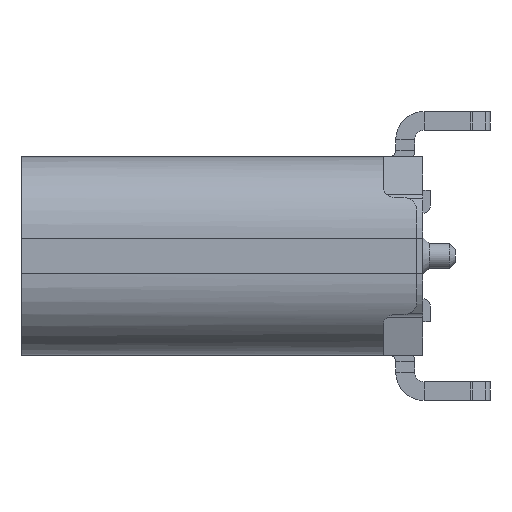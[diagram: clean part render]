
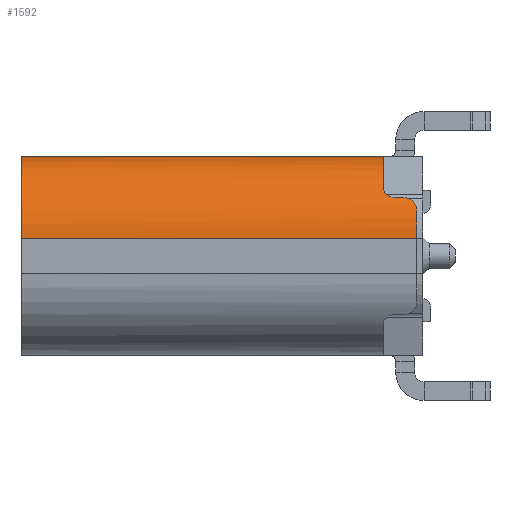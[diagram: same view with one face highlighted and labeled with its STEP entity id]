
A CAD part, left-side view. The second image highlights one B-rep face of the part: STEP entity #1592.
In plain terms, the highlighted cylindrical face has radius 1.3 mm (diameter 2.6 mm), a partial arc.
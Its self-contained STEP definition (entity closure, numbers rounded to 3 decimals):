
#138 = VERTEX_POINT ( 'NONE', #15592 ) ;
#371 = CARTESIAN_POINT ( 'NONE',  ( -4.47, 6.5, 0.28 ) ) ;
#527 = DIRECTION ( 'NONE',  ( 0., 0., 1. ) ) ;
#711 = CARTESIAN_POINT ( 'NONE',  ( -4.216, 0.75, 1.054 ) ) ;
#1037 = EDGE_CURVE ( 'NONE', #4099, #138, #7911, .T. ) ;
#1041 = EDGE_CURVE ( 'NONE', #9514, #8858, #10365, .T. ) ;
#1592 = ADVANCED_FACE ( 'NONE', ( #12714 ), #17823, .T. ) ;
#2203 = CARTESIAN_POINT ( 'NONE',  ( -4.307, 0.316, 0.912 ) ) ;
#2214 = CARTESIAN_POINT ( 'NONE',  ( -4.182, 0.75, 1.095 ) ) ;
#2404 = CARTESIAN_POINT ( 'NONE',  ( -4.296, 0.75, 0.93 ) ) ;
#2627 = CARTESIAN_POINT ( 'NONE',  ( -4.296, 0.42, 0.93 ) ) ;
#2877 = LINE ( 'NONE', #9530, #8038 ) ;
#2883 = EDGE_CURVE ( 'NONE', #16088, #138, #19224, .T. ) ;
#3862 = ORIENTED_EDGE ( 'NONE', *, *, #9255, .T. ) ;
#3865 = ORIENTED_EDGE ( 'NONE', *, *, #7098, .T. ) ;
#3880 = DIRECTION ( 'NONE',  ( 0., 1., 0. ) ) ;
#3950 = CARTESIAN_POINT ( 'NONE',  ( -3.17, 0.22, 0.28 ) ) ;
#4002 = DIRECTION ( 'NONE',  ( 0., -1., 0. ) ) ;
#4099 = VERTEX_POINT ( 'NONE', #5540 ) ;
#4856 = DIRECTION ( 'NONE',  ( 0., 1., 0. ) ) ;
#5007 = EDGE_CURVE ( 'NONE', #17451, #9514, #2877, .T. ) ;
#5333 = VECTOR ( 'NONE', #7152, 1000. ) ;
#5385 = CARTESIAN_POINT ( 'NONE',  ( -4.341, 0.241, 0.845 ) ) ;
#5419 = CARTESIAN_POINT ( 'NONE',  ( -3.17, 0.75, 0.28 ) ) ;
#5464 = CARTESIAN_POINT ( 'NONE',  ( -4.382, 0.22, 0.749 ) ) ;
#5540 = CARTESIAN_POINT ( 'NONE',  ( -4.296, 0.55, 0.93 ) ) ;
#5724 = CARTESIAN_POINT ( 'NONE',  ( -3.17, 0.22, 1.58 ) ) ;
#6989 = DIRECTION ( 'NONE',  ( 0., 0., -1. ) ) ;
#7098 = EDGE_CURVE ( 'NONE', #17451, #10688, #15505, .T. ) ;
#7152 = DIRECTION ( 'NONE',  ( 0., 1., 0. ) ) ;
#7489 = LINE ( 'NONE', #2404, #17050 ) ;
#7911 = B_SPLINE_CURVE_WITH_KNOTS ( 'NONE', 3,
 ( #11507, #14444, #12951, #13293, #711, #2214 ),
 .UNSPECIFIED., .F., .F.,
 ( 4, 2, 4 ),
 ( 0., 0.5, 1. ),
 .UNSPECIFIED. ) ;
#7921 = CARTESIAN_POINT ( 'NONE',  ( -3.17, 6.5, 1.58 ) ) ;
#8038 = VECTOR ( 'NONE', #4856, 1000. ) ;
#8607 = DIRECTION ( 'NONE',  ( 0., 0., -1. ) ) ;
#8858 = VERTEX_POINT ( 'NONE', #7921 ) ;
#8959 = CARTESIAN_POINT ( 'NONE',  ( -4.296, 0.367, 0.93 ) ) ;
#9229 = DIRECTION ( 'NONE',  ( 0., 1., 0. ) ) ;
#9255 = EDGE_CURVE ( 'NONE', #16088, #8858, #18814, .T. ) ;
#9395 = AXIS2_PLACEMENT_3D ( 'NONE', #3950, #3880, #527 ) ;
#9511 = AXIS2_PLACEMENT_3D ( 'NONE', #19644, #13370, #8607 ) ;
#9514 = VERTEX_POINT ( 'NONE', #371 ) ;
#9530 = CARTESIAN_POINT ( 'NONE',  ( -4.47, 0.22, 0.28 ) ) ;
#9826 = VERTEX_POINT ( 'NONE', #19904 ) ;
#10198 = AXIS2_PLACEMENT_3D ( 'NONE', #5419, #16390, #6989 ) ;
#10365 = CIRCLE ( 'NONE', #9511, 1.3 ) ;
#10688 = VERTEX_POINT ( 'NONE', #18023 ) ;
#10748 = CARTESIAN_POINT ( 'NONE',  ( -3.17, 0.22, 0.28 ) ) ;
#11080 = ORIENTED_EDGE ( 'NONE', *, *, #2883, .F. ) ;
#11163 = CARTESIAN_POINT ( 'NONE',  ( -4.47, 0.22, 0.28 ) ) ;
#11360 = EDGE_CURVE ( 'NONE', #4099, #9826, #7489, .T. ) ;
#11507 = CARTESIAN_POINT ( 'NONE',  ( -4.296, 0.55, 0.93 ) ) ;
#11905 = CARTESIAN_POINT ( 'NONE',  ( -3.17, 0.75, 1.58 ) ) ;
#12714 = FACE_OUTER_BOUND ( 'NONE', #15118, .T. ) ;
#12761 = AXIS2_PLACEMENT_3D ( 'NONE', #10748, #9229, #16914 ) ;
#12951 = CARTESIAN_POINT ( 'NONE',  ( -4.286, 0.654, 0.949 ) ) ;
#13122 = ORIENTED_EDGE ( 'NONE', *, *, #1041, .F. ) ;
#13293 = CARTESIAN_POINT ( 'NONE',  ( -4.245, 0.729, 1.012 ) ) ;
#13370 = DIRECTION ( 'NONE',  ( 0., 1., 0. ) ) ;
#13385 = EDGE_CURVE ( 'NONE', #10688, #9826, #14624, .T. ) ;
#14444 = CARTESIAN_POINT ( 'NONE',  ( -4.296, 0.603, 0.93 ) ) ;
#14624 = B_SPLINE_CURVE_WITH_KNOTS ( 'NONE', 3,
 ( #5464, #18346, #5385, #2203, #8959, #2627 ),
 .UNSPECIFIED., .F., .F.,
 ( 4, 2, 4 ),
 ( 0., 0.5, 1. ),
 .UNSPECIFIED. ) ;
#15118 = EDGE_LOOP ( 'NONE', ( #3865, #16804, #19248, #17378, #11080, #3862, #13122, #15799 ) ) ;
#15505 = CIRCLE ( 'NONE', #12761, 1.3 ) ;
#15592 = CARTESIAN_POINT ( 'NONE',  ( -4.182, 0.75, 1.095 ) ) ;
#15799 = ORIENTED_EDGE ( 'NONE', *, *, #5007, .F. ) ;
#16088 = VERTEX_POINT ( 'NONE', #11905 ) ;
#16390 = DIRECTION ( 'NONE',  ( 0., -1., 0. ) ) ;
#16804 = ORIENTED_EDGE ( 'NONE', *, *, #13385, .T. ) ;
#16914 = DIRECTION ( 'NONE',  ( 0., 0., -1. ) ) ;
#17050 = VECTOR ( 'NONE', #4002, 1000. ) ;
#17378 = ORIENTED_EDGE ( 'NONE', *, *, #1037, .T. ) ;
#17451 = VERTEX_POINT ( 'NONE', #11163 ) ;
#17823 = CYLINDRICAL_SURFACE ( 'NONE', #9395, 1.3 ) ;
#18023 = CARTESIAN_POINT ( 'NONE',  ( -4.382, 0.22, 0.749 ) ) ;
#18346 = CARTESIAN_POINT ( 'NONE',  ( -4.363, 0.22, 0.799 ) ) ;
#18814 = LINE ( 'NONE', #5724, #5333 ) ;
#19224 = CIRCLE ( 'NONE', #10198, 1.3 ) ;
#19248 = ORIENTED_EDGE ( 'NONE', *, *, #11360, .F. ) ;
#19644 = CARTESIAN_POINT ( 'NONE',  ( -3.17, 6.5, 0.28 ) ) ;
#19904 = CARTESIAN_POINT ( 'NONE',  ( -4.296, 0.42, 0.93 ) ) ;
